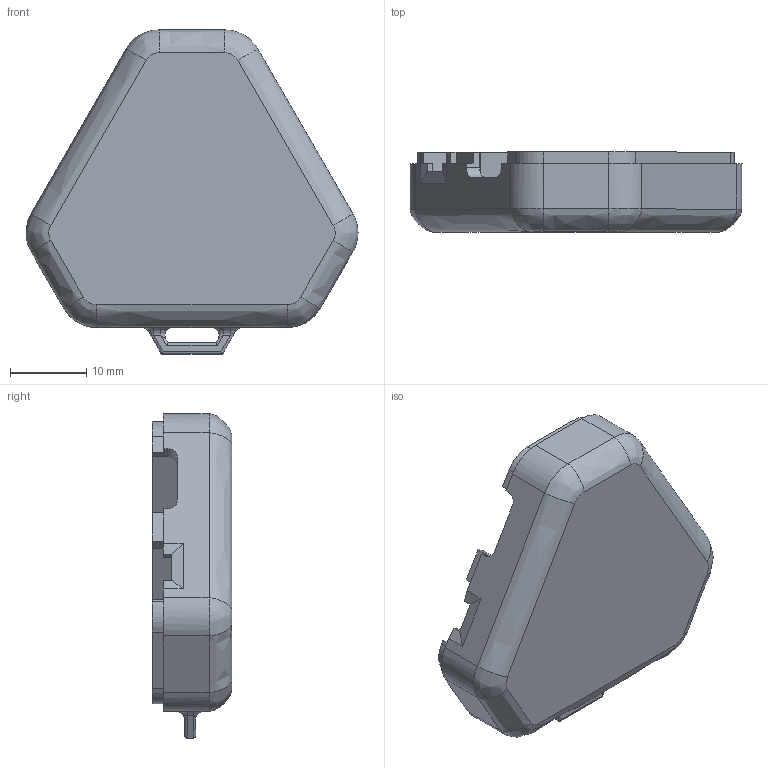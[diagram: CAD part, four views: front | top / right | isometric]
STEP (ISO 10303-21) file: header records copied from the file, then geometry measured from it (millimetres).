
FILE_DESCRIPTION (( 'STEP AP214' ), '1' );
FILE_NAME ('9th try.STEP', '2024-04-29T04:36:39', ( '' ), ( '' ), 'SwSTEP 2.0', 'SolidWorks 2023', '' );
FILE_SCHEMA (( 'AUTOMOTIVE_DESIGN' ));
Length unit declared in the file: millimetre
Products named in the file (1): 9th try
Bounding box: 43.66 x 10.5 x 42.65 mm (x, y, z)
Volume: 4051.5 mm3; surface area: 4926.5 mm2
Topology: 1 solids, 1 shells, 140 faces, 366 edges, 228 vertices
Faces by surface type: plane 69, cylinder 47, bspline 20, torus 4
Entity records: 4602 total; most frequent: CARTESIAN_POINT 1363, ORIENTED_EDGE 732, DIRECTION 601, EDGE_CURVE 366, VECTOR 237, LINE 237, VERTEX_POINT 228, AXIS2_PLACEMENT_3D 182
